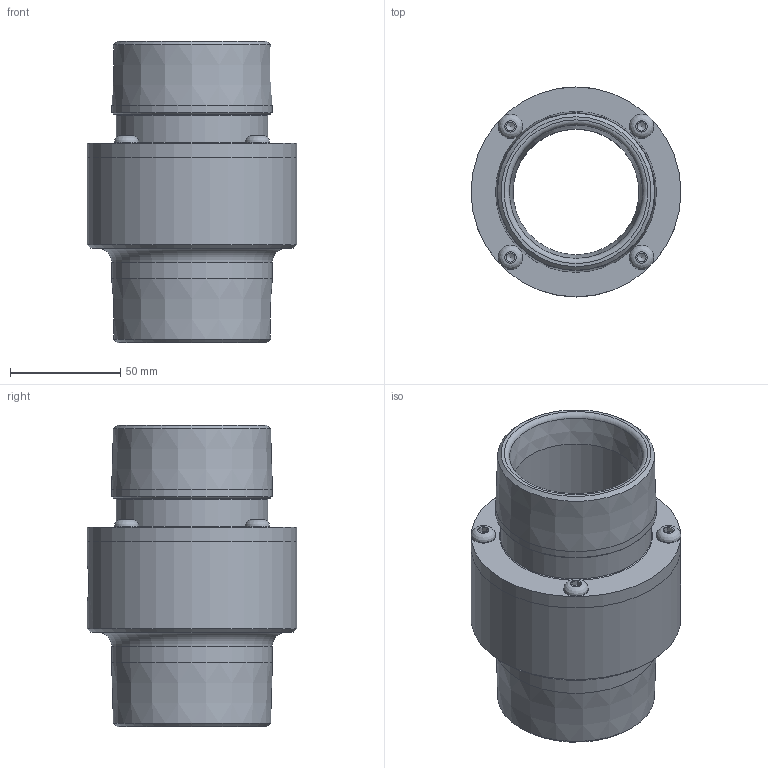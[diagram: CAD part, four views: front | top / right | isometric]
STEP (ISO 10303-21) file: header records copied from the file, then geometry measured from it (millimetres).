
FILE_DESCRIPTION(/* description */ (''),/* implementation_level */ '2;1');
FILE_NAME(/* name */ '151250-3D.stp',/* time_stamp */ '2016-05-10T09:56:37-04:00',/* author */ ('ben knollman'),/* organization */ (''),/* preprocessor_version */ 'ST-DEVELOPER v15.2',/* originating_system */ 'Autodesk Inventor 2014',/* authorisation */ '');
FILE_SCHEMA (('AUTOMOTIVE_DESIGN { 1 0 10303 214 3 1 1 }'));
Length unit declared in the file: inch
Products named in the file (4): 901693-DIM; 901694; ANSI B18.3 - 1_4-20 UNC - UNC - 0.75(1); 151250-3D
Bounding box: 95.25 x 95.25 x 136.64 mm (x, y, z)
Volume: 349587.2 mm3; surface area: 81962.8 mm2
Topology: 6 solids, 6 shells, 106 faces, 239 edges, 151 vertices
Faces by surface type: plane 44, cylinder 25, cone 23, torus 9, bspline 5
Full cylindrical faces by diameter (mm): 5.159 x4, 6.35 x4, 7.144 x4, 11.1 x4, 14.684 x1, 57.15 x2, 68.707 x1, 73.025 x2, 73.508 x1, 95.25 x2
Entity records: 1728 total; most frequent: CARTESIAN_POINT 485, DIRECTION 265, ORIENTED_EDGE 160, AXIS2_PLACEMENT_3D 126, EDGE_LOOP 122, EDGE_CURVE 80, VERTEX_POINT 72, FACE_BOUND 67
